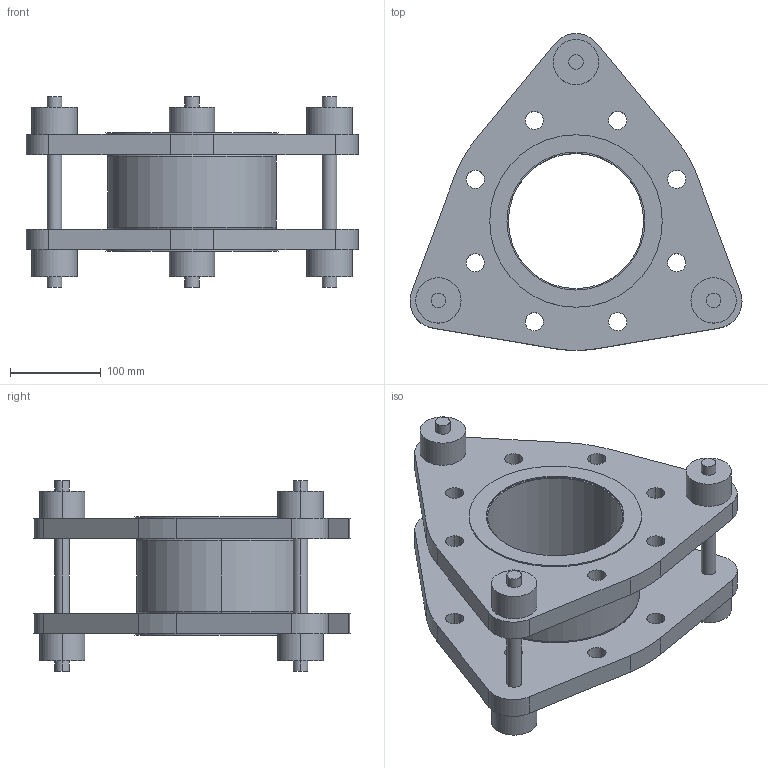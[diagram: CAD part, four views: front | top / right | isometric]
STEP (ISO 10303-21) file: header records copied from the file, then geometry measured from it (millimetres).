
FILE_DESCRIPTION (( 'STEP AP203' ), '1' );
FILE_NAME ('EPSILON-C_DN150_PN16_120_6000017338.STEP', '2021-10-07T11:05:24', ( 'axxx' ), ( '' ), 'SwSTEP 2.0', 'SolidWorks 2019', '' );
FILE_SCHEMA (( 'CONFIG_CONTROL_DESIGN' ));
Length unit declared in the file: millimetre
Products named in the file (1): EPSILON-C_DN150_PN16_120_6000017338
Bounding box: 365.69 x 348.68 x 210 mm (x, y, z)
Volume: 4079239.3 mm3; surface area: 463776.3 mm2
Topology: 1 solids, 1 shells, 617 faces, 1655 edges, 1102 vertices
Faces by surface type: plane 250, bspline 245, cylinder 118, torus 4
Entity records: 32815 total; most frequent: CARTESIAN_POINT 18799, ORIENTED_EDGE 3310, DIRECTION 2115, EDGE_CURVE 1655, VERTEX_POINT 1102, VECTOR 829, LINE 829, EDGE_LOOP 719
